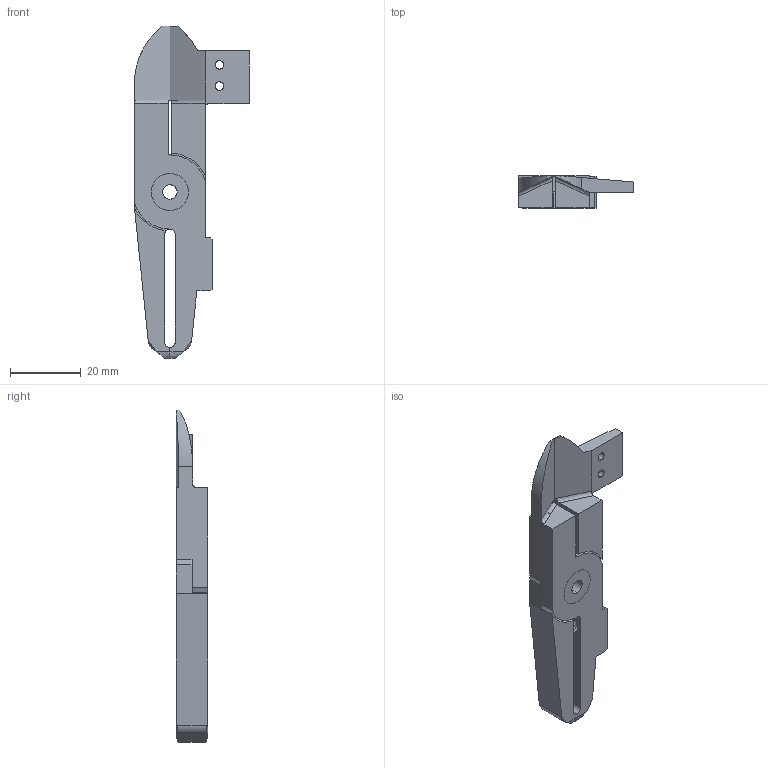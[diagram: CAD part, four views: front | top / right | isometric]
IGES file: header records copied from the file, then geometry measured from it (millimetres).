
Start section: SolidWorks IGES file using NURBS representation for surfaces
Global section: file name: NTH10AJ.IGS; native system: SolidWorks 2018; preprocessor: SolidWorks 2018; author: k_ino; date: 190109.181830; units: millimetre
Bounding box: 32.5 x 9 x 94 mm (x, y, z)
Volume: 11501.8 mm3; surface area: 8083.8 mm2
Topology: 3 solids, 3 shells, 113 faces, 306 edges, 197 vertices
Faces by surface type: bspline 113
